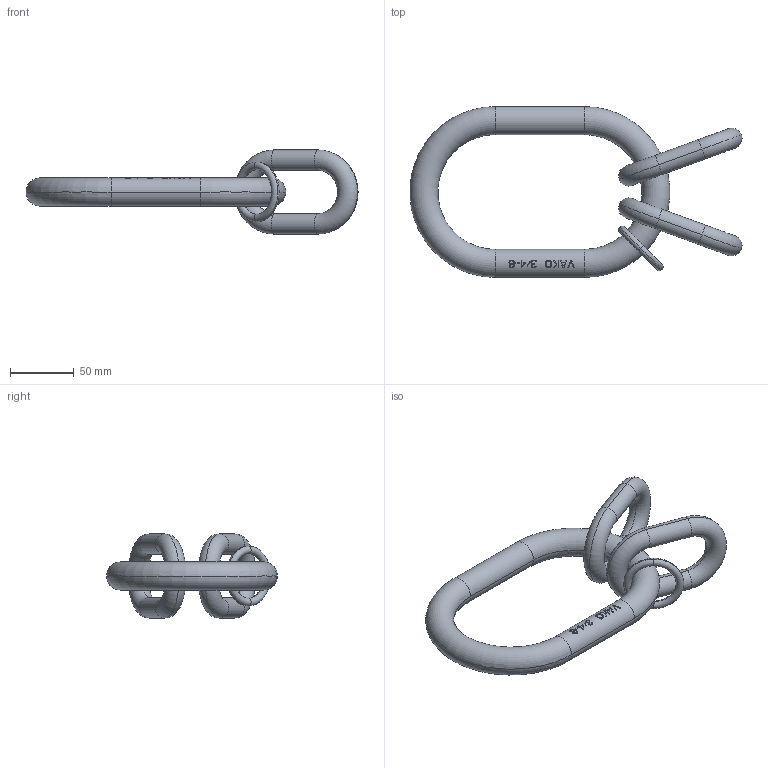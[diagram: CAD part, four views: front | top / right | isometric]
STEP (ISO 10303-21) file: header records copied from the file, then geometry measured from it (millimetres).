
FILE_DESCRIPTION((''),'2;1');
FILE_NAME('3VAKO4-8','2005-01-18T',('jakubetz'),(''),'PRO/ENGINEER BY PARAMETRIC TECHNOLOGY CORPORATION, 2001400','PRO/ENGINEER BY PARAMETRIC TECHNOLOGY CORPORATION, 2001400','');
FILE_SCHEMA(('CONFIG_CONTROL_DESIGN'));
Length unit declared in the file: millimetre
Products named in the file (1): 3VAKO4-8
Bounding box: 260.42 x 134 x 66 mm (x, y, z)
Volume: 282667.6 mm3; surface area: 59641 mm2
Topology: 4 solids, 4 shells, 261 faces, 713 edges, 466 vertices
Faces by surface type: plane 228, cylinder 17, torus 16
Entity records: 8422 total; most frequent: CARTESIAN_POINT 2053, ORIENTED_EDGE 1426, DIRECTION 1122, EDGE_CURVE 713, VECTOR 488, LINE 488, VERTEX_POINT 466, AXIS2_PLACEMENT_3D 317
